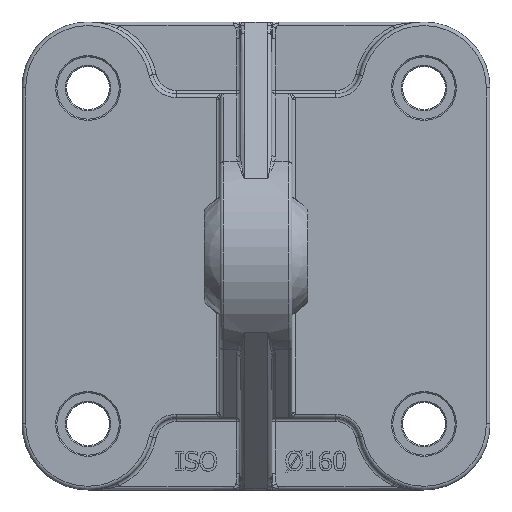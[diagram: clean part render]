
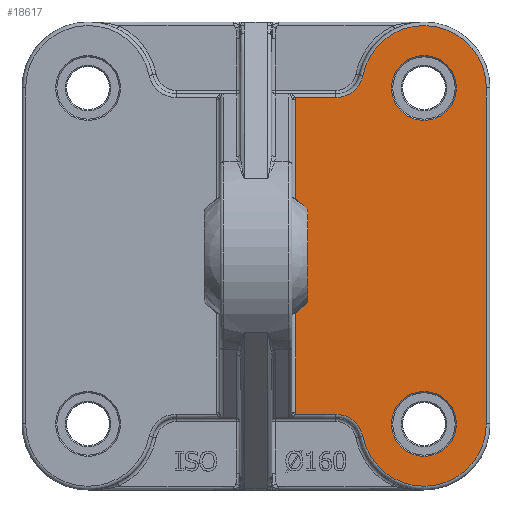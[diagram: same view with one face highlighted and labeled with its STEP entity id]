
A CAD part, top view. The second image highlights one B-rep face of the part: STEP entity #18617.
In plain terms, the highlighted planar face has unit normal (0, 0, 1).
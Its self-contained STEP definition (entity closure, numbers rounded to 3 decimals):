
#18083=CARTESIAN_POINT('',(16.376,66.,20.0));
#18084=VERTEX_POINT('',#18083);
#18139=CARTESIAN_POINT('',(16.5,65.041,20.0));
#18140=VERTEX_POINT('',#18139);
#18148=CARTESIAN_POINT('',(13.5,65.041,20.0));
#18149=DIRECTION('',(0.0,0.0,1.0));
#18150=DIRECTION('',(0.0,1.0,0.0));
#18151=AXIS2_PLACEMENT_3D('',#18148,#18149,#18150);
#18152=ELLIPSE('',#18151,3.374,3.0);
#18153=EDGE_CURVE('',#18140,#18084,#18152,.T.);
#18173=CARTESIAN_POINT('',(16.5,-65.041,20.0));
#18174=VERTEX_POINT('',#18173);
#18182=CARTESIAN_POINT('',(16.5,-65.041,20.0));
#18183=DIRECTION('',(0.0,1.0,0.0));
#18184=VECTOR('',#18183,130.082);
#18185=LINE('',#18182,#18184);
#18186=EDGE_CURVE('',#18174,#18140,#18185,.T.);
#18221=CARTESIAN_POINT('',(16.376,-66.,20.0));
#18222=VERTEX_POINT('',#18221);
#18230=CARTESIAN_POINT('',(13.5,-65.041,20.0));
#18231=DIRECTION('',(0.0,0.0,1.0));
#18232=DIRECTION('',(0.0,-1.0,0.0));
#18233=AXIS2_PLACEMENT_3D('',#18230,#18231,#18232);
#18234=ELLIPSE('',#18233,3.374,3.);
#18235=EDGE_CURVE('',#18222,#18174,#18234,.T.);
#18408=CARTESIAN_POINT('',(33.258,66.,20.0));
#18409=VERTEX_POINT('',#18408);
#18410=CARTESIAN_POINT('',(16.376,66.,20.0));
#18411=DIRECTION('',(1.0,0.0,0.0));
#18412=VECTOR('',#18411,16.881);
#18413=LINE('',#18410,#18412);
#18414=EDGE_CURVE('',#18084,#18409,#18413,.T.);
#18432=CARTESIAN_POINT('',(44.525,75.2,20.0));
#18433=VERTEX_POINT('',#18432);
#18443=CARTESIAN_POINT('',(33.258,77.5,20.0));
#18444=DIRECTION('',(0.0,0.0,1.0));
#18445=DIRECTION('',(0.632,-0.775,0.0));
#18446=AXIS2_PLACEMENT_3D('',#18443,#18444,#18445);
#18447=CIRCLE('',#18446,11.5);
#18448=EDGE_CURVE('',#18409,#18433,#18447,.T.);
#18458=CARTESIAN_POINT('',(96.0,70.0,20.0));
#18459=VERTEX_POINT('',#18458);
#18469=CARTESIAN_POINT('',(70.0,70.0,20.0));
#18470=DIRECTION('',(0.0,0.0,-1.0));
#18471=DIRECTION('',(0.101,0.995,0.0));
#18472=AXIS2_PLACEMENT_3D('',#18469,#18470,#18471);
#18473=CIRCLE('',#18472,26.);
#18474=EDGE_CURVE('',#18433,#18459,#18473,.T.);
#18484=CARTESIAN_POINT('',(96.0,-70.0,20.0));
#18485=VERTEX_POINT('',#18484);
#18500=CARTESIAN_POINT('',(96.0,70.0,20.0));
#18501=DIRECTION('',(0.0,-1.0,0.0));
#18502=VECTOR('',#18501,140.0);
#18503=LINE('',#18500,#18502);
#18504=EDGE_CURVE('',#18459,#18485,#18503,.T.);
#18514=CARTESIAN_POINT('',(44.525,-75.2,20.0));
#18515=VERTEX_POINT('',#18514);
#18525=CARTESIAN_POINT('',(70.0,-70.0,20.0));
#18526=DIRECTION('',(0.0,0.0,-1.0));
#18527=DIRECTION('',(0.101,-0.995,0.0));
#18528=AXIS2_PLACEMENT_3D('',#18525,#18526,#18527);
#18529=CIRCLE('',#18528,26.);
#18530=EDGE_CURVE('',#18485,#18515,#18529,.T.);
#18540=CARTESIAN_POINT('',(33.258,-66.,20.0));
#18541=VERTEX_POINT('',#18540);
#18551=CARTESIAN_POINT('',(33.258,-77.5,20.0));
#18552=DIRECTION('',(0.0,0.0,1.0));
#18553=DIRECTION('',(0.632,0.775,0.0));
#18554=AXIS2_PLACEMENT_3D('',#18551,#18552,#18553);
#18555=CIRCLE('',#18554,11.5);
#18556=EDGE_CURVE('',#18515,#18541,#18555,.T.);
#18569=CARTESIAN_POINT('',(33.258,-66.,20.0));
#18570=DIRECTION('',(-1.0,0.0,0.0));
#18571=VECTOR('',#18570,16.881);
#18572=LINE('',#18569,#18571);
#18573=EDGE_CURVE('',#18541,#18222,#18572,.T.);
#18578=CARTESIAN_POINT('',(0.0,0.,20.0));
#18579=DIRECTION('',(0.0,0.0,1.0));
#18580=DIRECTION('',(1.0,0.0,0.0));
#18581=AXIS2_PLACEMENT_3D('',#18578,#18579,#18580);
#18582=PLANE('',#18581);
#18583=ORIENTED_EDGE('',*,*,#18235,.F.);
#18584=ORIENTED_EDGE('',*,*,#18573,.F.);
#18585=ORIENTED_EDGE('',*,*,#18556,.F.);
#18586=ORIENTED_EDGE('',*,*,#18530,.F.);
#18587=ORIENTED_EDGE('',*,*,#18504,.F.);
#18588=ORIENTED_EDGE('',*,*,#18474,.F.);
#18589=ORIENTED_EDGE('',*,*,#18448,.F.);
#18590=ORIENTED_EDGE('',*,*,#18414,.F.);
#18591=ORIENTED_EDGE('',*,*,#18153,.F.);
#18592=ORIENTED_EDGE('',*,*,#18186,.F.);
#18593=EDGE_LOOP('',(#18583,#18584,#18585,#18586,#18587,#18588,#18589,#18590,#18591,#18592));
#18594=FACE_OUTER_BOUND('',#18593,.T.);
#18595=CARTESIAN_POINT('',(83.5,-70.0,20.0));
#18596=VERTEX_POINT('',#18595);
#18597=CARTESIAN_POINT('',(70.0,-70.0,20.0));
#18598=DIRECTION('',(0.0,0.0,1.0));
#18599=DIRECTION('',(-1.0,0.0,0.0));
#18600=AXIS2_PLACEMENT_3D('',#18597,#18598,#18599);
#18601=CIRCLE('',#18600,13.5);
#18602=EDGE_CURVE('',#18596,#18596,#18601,.T.);
#18603=ORIENTED_EDGE('',*,*,#18602,.F.);
#18604=EDGE_LOOP('',(#18603));
#18605=FACE_BOUND('',#18604,.T.);
#18606=CARTESIAN_POINT('',(83.5,70.0,20.0));
#18607=VERTEX_POINT('',#18606);
#18608=CARTESIAN_POINT('',(70.0,70.0,20.0));
#18609=DIRECTION('',(0.0,0.0,1.0));
#18610=DIRECTION('',(-1.0,0.0,0.0));
#18611=AXIS2_PLACEMENT_3D('',#18608,#18609,#18610);
#18612=CIRCLE('',#18611,13.5);
#18613=EDGE_CURVE('',#18607,#18607,#18612,.T.);
#18614=ORIENTED_EDGE('',*,*,#18613,.F.);
#18615=EDGE_LOOP('',(#18614));
#18616=FACE_BOUND('',#18615,.T.);
#18617=ADVANCED_FACE('',(#18594,#18605,#18616),#18582,.T.);
